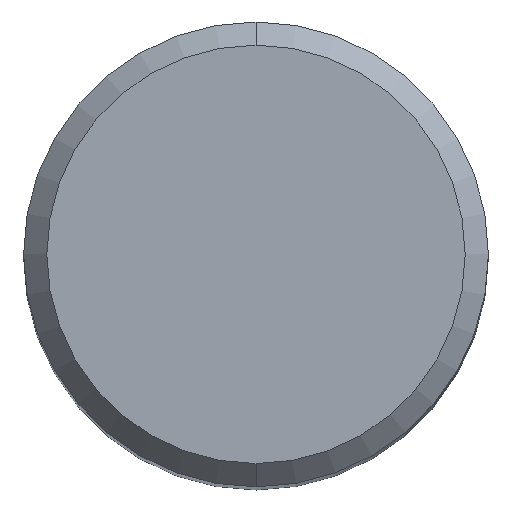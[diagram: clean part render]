
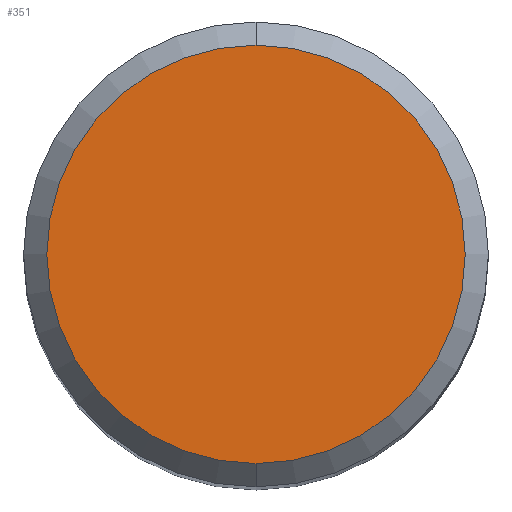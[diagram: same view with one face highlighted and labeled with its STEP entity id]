
A CAD part, top view. The second image highlights one B-rep face of the part: STEP entity #351.
In plain terms, the highlighted planar face has unit normal (0, 0, 1).
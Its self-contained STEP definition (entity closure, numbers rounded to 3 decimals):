
#315=EDGE_CURVE('',#369,#447,#886,.T.);
#351=ADVANCED_FACE('',(#924),#925,.T.);
#369=VERTEX_POINT('',#943);
#447=VERTEX_POINT('',#1032);
#597=EDGE_CURVE('',#447,#369,#1194,.T.);
#886=CIRCLE('',#1526,7.2);
#924=FACE_OUTER_BOUND('',#1615,.T.);
#925=PLANE('',#1616);
#943=CARTESIAN_POINT('',(0.,-7.2,0.0));
#1032=CARTESIAN_POINT('',(0.0,7.2,0.0));
#1194=CIRCLE('',#4648,7.2);
#1526=AXIS2_PLACEMENT_3D('',#6207,#6208,#6209);
#1615=EDGE_LOOP('',(#6243,#6244));
#1616=AXIS2_PLACEMENT_3D('',#6245,#6246,#6247);
#4648=AXIS2_PLACEMENT_3D('',#6528,#6529,#6530);
#6207=CARTESIAN_POINT('',(0.0,0.0,0.0));
#6208=DIRECTION('',(0.0,0.0,-1.0));
#6209=DIRECTION('',(0.0,1.0,0.0));
#6243=ORIENTED_EDGE('',*,*,#597,.F.);
#6244=ORIENTED_EDGE('',*,*,#315,.F.);
#6245=CARTESIAN_POINT('',(0.0,3.6,0.0));
#6246=DIRECTION('',(-0.0,0.0,1.0));
#6247=DIRECTION('',(0.0,-1.0,0.0));
#6528=CARTESIAN_POINT('',(0.0,0.0,0.0));
#6529=DIRECTION('',(0.0,0.0,-1.0));
#6530=DIRECTION('',(0.0,1.0,0.0));
